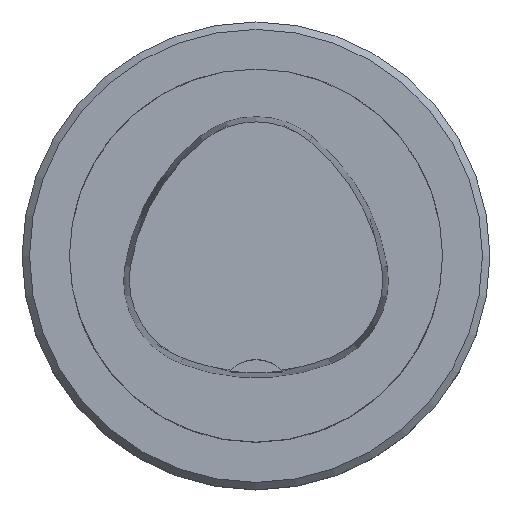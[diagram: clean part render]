
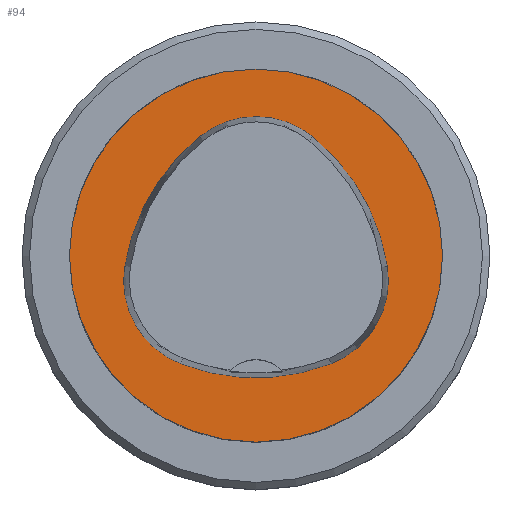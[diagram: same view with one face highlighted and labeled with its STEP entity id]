
A CAD part, top view. The second image highlights one B-rep face of the part: STEP entity #94.
In plain terms, the highlighted planar face has unit normal (0, 0, 1).
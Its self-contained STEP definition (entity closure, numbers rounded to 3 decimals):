
#37=PLANE('',#533);
#94=ADVANCED_FACE('',(#151,#152),#37,.T.);
#120=CIRCLE('',#503,25.);
#121=CIRCLE('',#509,28.);
#123=CIRCLE('',#512,12.);
#125=CIRCLE('',#515,28.);
#127=CIRCLE('',#518,12.);
#131=CIRCLE('',#523,28.);
#133=CIRCLE('',#526,12.);
#151=FACE_BOUND('',#178,.T.);
#152=FACE_BOUND('',#179,.T.);
#178=EDGE_LOOP('',(#269,#270,#271,#272,#273,#274));
#179=EDGE_LOOP('',(#275));
#269=ORIENTED_EDGE('',*,*,#403,.T.);
#270=ORIENTED_EDGE('',*,*,#383,.T.);
#271=ORIENTED_EDGE('',*,*,#387,.T.);
#272=ORIENTED_EDGE('',*,*,#390,.T.);
#273=ORIENTED_EDGE('',*,*,#393,.T.);
#274=ORIENTED_EDGE('',*,*,#401,.T.);
#275=ORIENTED_EDGE('',*,*,#374,.F.);
#334=VERTEX_POINT('',#740);
#343=VERTEX_POINT('',#759);
#344=VERTEX_POINT('',#760);
#347=VERTEX_POINT('',#768);
#349=VERTEX_POINT('',#774);
#351=VERTEX_POINT('',#780);
#358=VERTEX_POINT('',#801);
#374=EDGE_CURVE('',#334,#334,#120,.T.);
#383=EDGE_CURVE('',#343,#344,#121,.T.);
#387=EDGE_CURVE('',#344,#347,#123,.T.);
#390=EDGE_CURVE('',#347,#349,#125,.T.);
#393=EDGE_CURVE('',#349,#351,#127,.T.);
#401=EDGE_CURVE('',#351,#358,#131,.T.);
#403=EDGE_CURVE('',#358,#343,#133,.T.);
#503=AXIS2_PLACEMENT_3D('',#739,#582,#583);
#509=AXIS2_PLACEMENT_3D('',#758,#598,#599);
#512=AXIS2_PLACEMENT_3D('',#767,#606,#607);
#515=AXIS2_PLACEMENT_3D('',#773,#613,#614);
#518=AXIS2_PLACEMENT_3D('',#779,#620,#621);
#523=AXIS2_PLACEMENT_3D('',#802,#632,#633);
#526=AXIS2_PLACEMENT_3D('',#805,#638,#639);
#533=AXIS2_PLACEMENT_3D('',#813,#652,#653);
#582=DIRECTION('',(0.,0.,-1.));
#583=DIRECTION('',(-1.,0.,0.));
#598=DIRECTION('',(0.,0.,-1.));
#599=DIRECTION('',(-1.,0.,0.));
#606=DIRECTION('',(0.,0.,-1.));
#607=DIRECTION('',(-1.,0.,0.));
#613=DIRECTION('',(0.,0.,-1.));
#614=DIRECTION('',(-1.,0.,0.));
#620=DIRECTION('',(0.,0.,-1.));
#621=DIRECTION('',(-1.,0.,0.));
#632=DIRECTION('',(0.,0.,-1.));
#633=DIRECTION('',(-1.,0.,0.));
#638=DIRECTION('',(0.,0.,-1.));
#639=DIRECTION('',(-1.,0.,0.));
#652=DIRECTION('',(0.,0.,1.));
#653=DIRECTION('',(1.,0.,0.));
#739=CARTESIAN_POINT('',(0.,0.,0.));
#740=CARTESIAN_POINT('',(-25.,0.,0.));
#758=CARTESIAN_POINT('',(10.068,-5.824,0.));
#759=CARTESIAN_POINT('',(-17.584,-1.424,0.));
#760=CARTESIAN_POINT('',(-7.531,15.953,0.));
#767=CARTESIAN_POINT('',(0.011,6.62,0.));
#768=CARTESIAN_POINT('',(7.567,15.942,0.));
#773=CARTESIAN_POINT('',(-10.063,-5.81,0.));
#774=CARTESIAN_POINT('',(17.59,-1.418,0.));
#779=CARTESIAN_POINT('',(5.739,-3.3,0.));
#780=CARTESIAN_POINT('',(10.05,-14.499,0.));
#801=CARTESIAN_POINT('',(-10.025,-14.516,0.));
#802=CARTESIAN_POINT('',(-0.01,11.631,0.));
#805=CARTESIAN_POINT('',(-5.733,-3.31,0.));
#813=CARTESIAN_POINT('',(0.,0.,0.));
